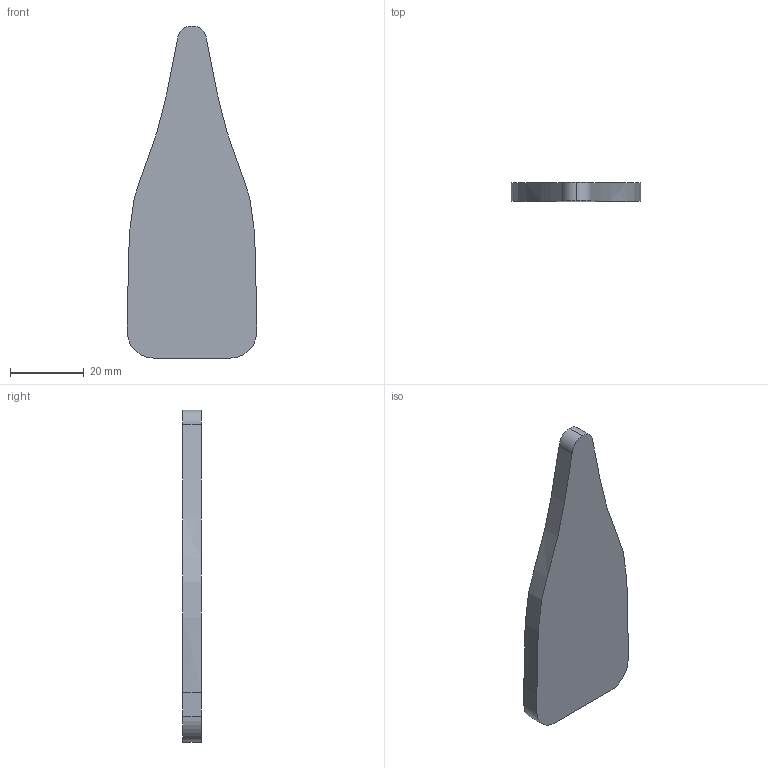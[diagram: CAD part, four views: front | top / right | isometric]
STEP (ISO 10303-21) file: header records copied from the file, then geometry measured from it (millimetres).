
FILE_DESCRIPTION (( 'STEP AP203' ), '1' );
FILE_NAME ('Ard shelf_Default_sldprt.STEP', '2021-04-13T21:44:13', ( '' ), ( '' ), 'SwSTEP 2.0', 'SolidWorks 2020', '' );
FILE_SCHEMA (( 'CONFIG_CONTROL_DESIGN' ));
Length unit declared in the file: millimetre
Products named in the file (1): Ard shelf_Default_sldprt
Bounding box: 35 x 5 x 90 mm (x, y, z)
Volume: 11340.4 mm3; surface area: 5621.7 mm2
Topology: 1 solids, 1 shells, 11 faces, 27 edges, 18 vertices
Faces by surface type: plane 5, cylinder 4, bspline 2
Entity records: 418 total; most frequent: CARTESIAN_POINT 83, ORIENTED_EDGE 54, DIRECTION 51, EDGE_CURVE 27, AXIS2_PLACEMENT_3D 18, VERTEX_POINT 18, LINE 15, VECTOR 15
